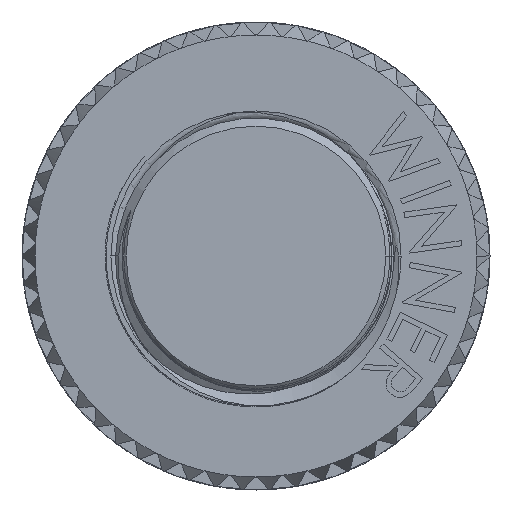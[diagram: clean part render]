
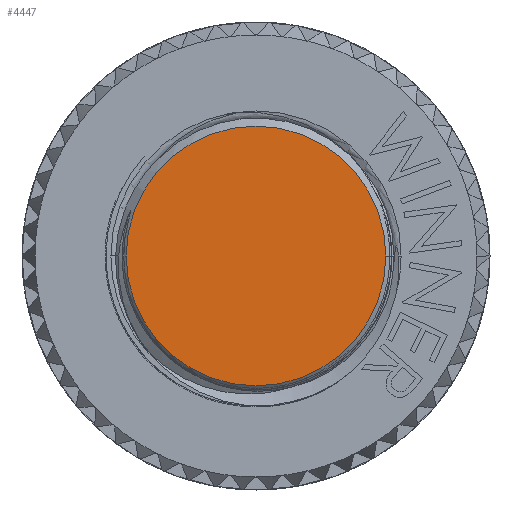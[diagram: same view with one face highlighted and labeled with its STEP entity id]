
A CAD part, left-side view. The second image highlights one B-rep face of the part: STEP entity #4447.
In plain terms, the highlighted planar face has unit normal (-1, 0, 0).
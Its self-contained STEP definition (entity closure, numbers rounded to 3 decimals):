
#3154 = AXIS2_PLACEMENT_3D ( 'NONE', #3794, #34030, #26929 ) ;
#3794 = CARTESIAN_POINT ( 'NONE',  ( -67.001, 0., 0. ) ) ;
#4447 = ADVANCED_FACE ( 'NONE', ( #32946 ), #42443, .T. ) ;
#4840 = VERTEX_POINT ( 'NONE', #25221 ) ;
#5624 = CARTESIAN_POINT ( 'NONE',  ( -67.001, 0., 0. ) ) ;
#5944 = EDGE_LOOP ( 'NONE', ( #15919, #24688 ) ) ;
#9840 = DIRECTION ( 'NONE',  ( 0., 0., 1. ) ) ;
#11837 = DIRECTION ( 'NONE',  ( 0., 1., 0. ) ) ;
#12103 = AXIS2_PLACEMENT_3D ( 'NONE', #36662, #23344, #9840 ) ;
#15919 = ORIENTED_EDGE ( 'NONE', *, *, #17180, .T. ) ;
#17180 = EDGE_CURVE ( 'NONE', #37855, #4840, #38923, .T. ) ;
#17437 = EDGE_CURVE ( 'NONE', #4840, #37855, #37884, .T. ) ;
#21733 = AXIS2_PLACEMENT_3D ( 'NONE', #5624, #25314, #11837 ) ;
#23344 = DIRECTION ( 'NONE',  ( -1., 0., 0. ) ) ;
#24688 = ORIENTED_EDGE ( 'NONE', *, *, #17437, .T. ) ;
#25221 = CARTESIAN_POINT ( 'NONE',  ( -67.001, 6.935, 0. ) ) ;
#25314 = DIRECTION ( 'NONE',  ( -1., 0., 0. ) ) ;
#26929 = DIRECTION ( 'NONE',  ( 0., 1., 0. ) ) ;
#32298 = CARTESIAN_POINT ( 'NONE',  ( -67.001, -6.935, 0. ) ) ;
#32946 = FACE_OUTER_BOUND ( 'NONE', #5944, .T. ) ;
#34030 = DIRECTION ( 'NONE',  ( -1., 0., 0. ) ) ;
#36662 = CARTESIAN_POINT ( 'NONE',  ( -67.001, 1.65, 0. ) ) ;
#37855 = VERTEX_POINT ( 'NONE', #32298 ) ;
#37884 = CIRCLE ( 'NONE', #21733, 6.935 ) ;
#38923 = CIRCLE ( 'NONE', #3154, 6.935 ) ;
#42443 = PLANE ( 'NONE',  #12103 ) ;
